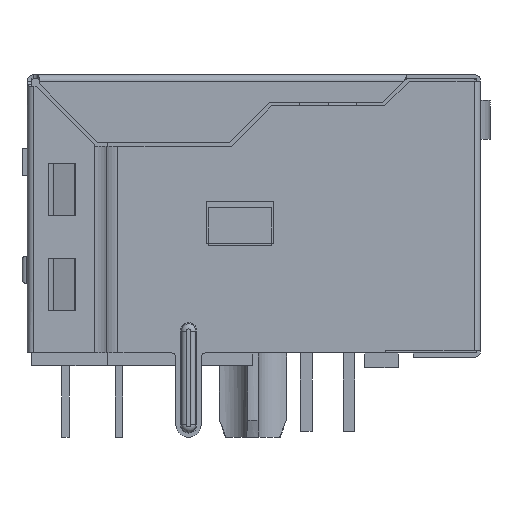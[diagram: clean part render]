
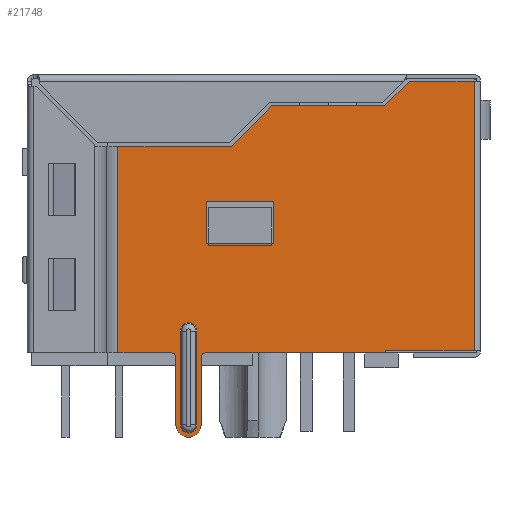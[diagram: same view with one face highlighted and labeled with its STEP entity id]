
A CAD part, left-side view. The second image highlights one B-rep face of the part: STEP entity #21748.
In plain terms, the highlighted face is planar.
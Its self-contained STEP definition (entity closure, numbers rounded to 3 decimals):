
#700=CIRCLE('',#22672,0.4);
#701=CIRCLE('',#22673,0.4);
#702=CIRCLE('',#22674,0.2);
#703=CIRCLE('',#22675,0.6);
#704=CIRCLE('',#22676,0.2);
#987=ORIENTED_EDGE('',*,*,#5641,.T.);
#988=ORIENTED_EDGE('',*,*,#5642,.T.);
#989=ORIENTED_EDGE('',*,*,#5643,.T.);
#990=ORIENTED_EDGE('',*,*,#5644,.T.);
#991=ORIENTED_EDGE('',*,*,#5645,.F.);
#992=ORIENTED_EDGE('',*,*,#5646,.F.);
#993=ORIENTED_EDGE('',*,*,#5647,.F.);
#994=ORIENTED_EDGE('',*,*,#5648,.F.);
#995=ORIENTED_EDGE('',*,*,#5649,.T.);
#996=ORIENTED_EDGE('',*,*,#5650,.T.);
#997=ORIENTED_EDGE('',*,*,#5651,.F.);
#998=ORIENTED_EDGE('',*,*,#5652,.F.);
#999=ORIENTED_EDGE('',*,*,#5653,.F.);
#1000=ORIENTED_EDGE('',*,*,#5654,.T.);
#1001=ORIENTED_EDGE('',*,*,#5655,.T.);
#1002=ORIENTED_EDGE('',*,*,#5656,.T.);
#1003=ORIENTED_EDGE('',*,*,#5657,.T.);
#1004=ORIENTED_EDGE('',*,*,#5658,.T.);
#1005=ORIENTED_EDGE('',*,*,#5659,.T.);
#1006=ORIENTED_EDGE('',*,*,#5660,.T.);
#1007=ORIENTED_EDGE('',*,*,#5661,.T.);
#1008=ORIENTED_EDGE('',*,*,#5662,.T.);
#1009=ORIENTED_EDGE('',*,*,#5663,.T.);
#1010=ORIENTED_EDGE('',*,*,#5664,.T.);
#5641=EDGE_CURVE('',#7968,#7969,#700,.F.);
#5642=EDGE_CURVE('',#7969,#7970,#9477,.F.);
#5643=EDGE_CURVE('',#7970,#7971,#701,.F.);
#5644=EDGE_CURVE('',#7971,#7968,#9478,.F.);
#5645=EDGE_CURVE('',#7972,#7973,#9479,.T.);
#5646=EDGE_CURVE('',#7974,#7972,#9480,.T.);
#5647=EDGE_CURVE('',#7975,#7974,#9481,.T.);
#5648=EDGE_CURVE('',#7973,#7975,#9482,.T.);
#5649=EDGE_CURVE('',#7976,#7977,#9483,.T.);
#5650=EDGE_CURVE('',#7977,#7978,#702,.F.);
#5651=EDGE_CURVE('',#7979,#7978,#9484,.T.);
#5652=EDGE_CURVE('',#7980,#7979,#703,.T.);
#5653=EDGE_CURVE('',#7981,#7980,#9485,.T.);
#5654=EDGE_CURVE('',#7981,#7982,#704,.F.);
#5655=EDGE_CURVE('',#7982,#7983,#9486,.T.);
#5656=EDGE_CURVE('',#7983,#7984,#9487,.T.);
#5657=EDGE_CURVE('',#7984,#7985,#9488,.T.);
#5658=EDGE_CURVE('',#7985,#7986,#9489,.T.);
#5659=EDGE_CURVE('',#7986,#7987,#9490,.T.);
#5660=EDGE_CURVE('',#7987,#7988,#9491,.T.);
#5661=EDGE_CURVE('',#7988,#7989,#9492,.T.);
#5662=EDGE_CURVE('',#7989,#7990,#9493,.T.);
#5663=EDGE_CURVE('',#7990,#7991,#9494,.T.);
#5664=EDGE_CURVE('',#7991,#7976,#9495,.T.);
#7968=VERTEX_POINT('',#27703);
#7969=VERTEX_POINT('',#27704);
#7970=VERTEX_POINT('',#27706);
#7971=VERTEX_POINT('',#27708);
#7972=VERTEX_POINT('',#27711);
#7973=VERTEX_POINT('',#27712);
#7974=VERTEX_POINT('',#27714);
#7975=VERTEX_POINT('',#27716);
#7976=VERTEX_POINT('',#27719);
#7977=VERTEX_POINT('',#27720);
#7978=VERTEX_POINT('',#27722);
#7979=VERTEX_POINT('',#27724);
#7980=VERTEX_POINT('',#27726);
#7981=VERTEX_POINT('',#27728);
#7982=VERTEX_POINT('',#27730);
#7983=VERTEX_POINT('',#27732);
#7984=VERTEX_POINT('',#27734);
#7985=VERTEX_POINT('',#27736);
#7986=VERTEX_POINT('',#27738);
#7987=VERTEX_POINT('',#27740);
#7988=VERTEX_POINT('',#27742);
#7989=VERTEX_POINT('',#27744);
#7990=VERTEX_POINT('',#27746);
#7991=VERTEX_POINT('',#27748);
#9477=LINE('',#27705,#11134);
#9478=LINE('',#27709,#11135);
#9479=LINE('',#27710,#11136);
#9480=LINE('',#27713,#11137);
#9481=LINE('',#27715,#11138);
#9482=LINE('',#27717,#11139);
#9483=LINE('',#27718,#11140);
#9484=LINE('',#27723,#11141);
#9485=LINE('',#27727,#11142);
#9486=LINE('',#27731,#11143);
#9487=LINE('',#27733,#11144);
#9488=LINE('',#27735,#11145);
#9489=LINE('',#27737,#11146);
#9490=LINE('',#27739,#11147);
#9491=LINE('',#27741,#11148);
#9492=LINE('',#27743,#11149);
#9493=LINE('',#27745,#11150);
#9494=LINE('',#27747,#11151);
#9495=LINE('',#27749,#11152);
#11134=VECTOR('',#23811,1000.);
#11135=VECTOR('',#23814,1000.);
#11136=VECTOR('',#23815,1000.);
#11137=VECTOR('',#23816,1000.);
#11138=VECTOR('',#23817,1000.);
#11139=VECTOR('',#23818,1000.);
#11140=VECTOR('',#23819,1000.);
#11141=VECTOR('',#23822,1000.);
#11142=VECTOR('',#23825,1000.);
#11143=VECTOR('',#23828,1000.);
#11144=VECTOR('',#23829,1000.);
#11145=VECTOR('',#23830,1000.);
#11146=VECTOR('',#23831,1000.);
#11147=VECTOR('',#23832,1000.);
#11148=VECTOR('',#23833,1000.);
#11149=VECTOR('',#23834,1000.);
#11150=VECTOR('',#23835,1000.);
#11151=VECTOR('',#23836,1000.);
#11152=VECTOR('',#23837,1000.);
#12775=EDGE_LOOP('',(#987,#988,#989,#990));
#12776=EDGE_LOOP('',(#991,#992,#993,#994));
#12777=EDGE_LOOP('',(#995,#996,#997,#998,#999,#1000,#1001,#1002,#1003,#1004,
#1005,#1006,#1007,#1008,#1009,#1010));
#13778=FACE_BOUND('',#12775,.T.);
#13779=FACE_BOUND('',#12776,.T.);
#13780=FACE_BOUND('',#12777,.T.);
#14779=PLANE('',#22671);
#21748=ADVANCED_FACE('',(#13778,#13779,#13780),#14779,.T.);
#22671=AXIS2_PLACEMENT_3D('',#27701,#23807,#23808);
#22672=AXIS2_PLACEMENT_3D('',#27702,#23809,#23810);
#22673=AXIS2_PLACEMENT_3D('',#27707,#23812,#23813);
#22674=AXIS2_PLACEMENT_3D('',#27721,#23820,#23821);
#22675=AXIS2_PLACEMENT_3D('',#27725,#23823,#23824);
#22676=AXIS2_PLACEMENT_3D('',#27729,#23826,#23827);
#23807=DIRECTION('',(1.,0.,0.));
#23808=DIRECTION('',(0.,1.,0.));
#23809=DIRECTION('',(1.,0.,0.));
#23810=DIRECTION('',(0.,1.,0.));
#23811=DIRECTION('',(0.,0.,-1.));
#23812=DIRECTION('',(1.,0.,0.));
#23813=DIRECTION('',(0.,1.,0.));
#23814=DIRECTION('',(0.,0.,1.));
#23815=DIRECTION('',(0.,-1.,0.));
#23816=DIRECTION('',(0.,0.,1.));
#23817=DIRECTION('',(0.,1.,0.));
#23818=DIRECTION('',(0.,0.,-1.));
#23819=DIRECTION('',(0.,-1.,0.));
#23820=DIRECTION('',(1.,0.,0.));
#23821=DIRECTION('',(0.,1.,0.));
#23822=DIRECTION('',(0.,0.,-1.));
#23823=DIRECTION('',(-1.,0.,0.));
#23824=DIRECTION('',(0.,-1.,0.));
#23825=DIRECTION('',(0.,0.,1.));
#23826=DIRECTION('',(1.,0.,0.));
#23827=DIRECTION('',(0.,1.,0.));
#23828=DIRECTION('',(0.,-1.,0.));
#23829=DIRECTION('',(0.,0.,-1.));
#23830=DIRECTION('',(0.,-1.,0.));
#23831=DIRECTION('',(0.,0.,-1.));
#23832=DIRECTION('',(0.,1.,0.));
#23833=DIRECTION('',(0.,0.707,0.707));
#23834=DIRECTION('',(0.,1.,0.));
#23835=DIRECTION('',(0.,0.707,0.707));
#23836=DIRECTION('',(0.,1.,0.));
#23837=DIRECTION('',(0.,0.,1.));
#27701=CARTESIAN_POINT('',(7.875,-10.58,6.4));
#27702=CARTESIAN_POINT('',(7.875,3.1,5.465));
#27703=CARTESIAN_POINT('',(7.875,3.5,5.465));
#27704=CARTESIAN_POINT('',(7.875,2.7,5.465));
#27705=CARTESIAN_POINT('',(7.875,2.7,9.9));
#27706=CARTESIAN_POINT('',(7.875,2.7,9.9));
#27707=CARTESIAN_POINT('',(7.875,3.1,9.9));
#27708=CARTESIAN_POINT('',(7.875,3.5,9.9));
#27709=CARTESIAN_POINT('',(7.875,3.5,5.465));
#27710=CARTESIAN_POINT('',(7.875,2.25,1.3));
#27711=CARTESIAN_POINT('',(7.875,2.25,1.3));
#27712=CARTESIAN_POINT('',(7.875,-0.95,1.3));
#27713=CARTESIAN_POINT('',(7.875,2.25,-0.7));
#27714=CARTESIAN_POINT('',(7.875,2.25,-0.7));
#27715=CARTESIAN_POINT('',(7.875,-0.95,-0.7));
#27716=CARTESIAN_POINT('',(7.875,-0.95,-0.7));
#27717=CARTESIAN_POINT('',(7.875,-0.95,1.3));
#27718=CARTESIAN_POINT('',(7.875,4.6,6.5));
#27719=CARTESIAN_POINT('',(7.875,6.45,6.5));
#27720=CARTESIAN_POINT('',(7.875,3.9,6.5));
#27721=CARTESIAN_POINT('',(7.875,3.9,6.7));
#27722=CARTESIAN_POINT('',(7.875,3.7,6.7));
#27723=CARTESIAN_POINT('',(7.875,3.7,9.9));
#27724=CARTESIAN_POINT('',(7.875,3.7,9.9));
#27725=CARTESIAN_POINT('',(7.875,3.1,9.9));
#27726=CARTESIAN_POINT('',(7.875,2.5,9.9));
#27727=CARTESIAN_POINT('',(7.875,2.5,7.1));
#27728=CARTESIAN_POINT('',(7.875,2.5,6.7));
#27729=CARTESIAN_POINT('',(7.875,2.3,6.7));
#27730=CARTESIAN_POINT('',(7.875,2.3,6.5));
#27731=CARTESIAN_POINT('',(7.875,-6.25,6.5));
#27732=CARTESIAN_POINT('',(7.875,-6.25,6.5));
#27733=CARTESIAN_POINT('',(7.875,-6.25,6.4));
#27734=CARTESIAN_POINT('',(7.875,-6.25,6.4));
#27735=CARTESIAN_POINT('',(7.875,-10.58,6.4));
#27736=CARTESIAN_POINT('',(7.875,-10.45,6.4));
#27737=CARTESIAN_POINT('',(7.875,-10.45,6.4));
#27738=CARTESIAN_POINT('',(7.875,-10.45,-6.4));
#27739=CARTESIAN_POINT('',(7.875,-10.58,-6.4));
#27740=CARTESIAN_POINT('',(7.875,-7.38,-6.4));
#27741=CARTESIAN_POINT('',(7.875,-7.38,-6.4));
#27742=CARTESIAN_POINT('',(7.875,-6.196,-5.216));
#27743=CARTESIAN_POINT('',(7.875,-6.196,-5.216));
#27744=CARTESIAN_POINT('',(7.875,-0.826,-5.216));
#27745=CARTESIAN_POINT('',(7.875,-0.826,-5.216));
#27746=CARTESIAN_POINT('',(7.875,1.074,-3.316));
#27747=CARTESIAN_POINT('',(7.875,1.074,-3.316));
#27748=CARTESIAN_POINT('',(7.875,6.45,-3.316));
#27749=CARTESIAN_POINT('',(7.875,6.45,-3.316));
